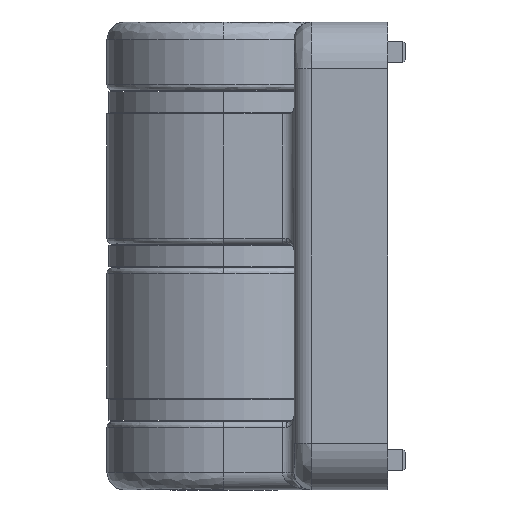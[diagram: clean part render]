
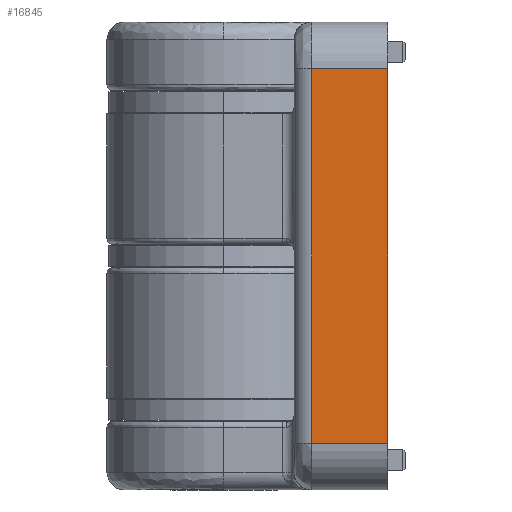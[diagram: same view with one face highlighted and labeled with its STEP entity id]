
A CAD part, left-side view. The second image highlights one B-rep face of the part: STEP entity #16845.
In plain terms, the highlighted planar face has unit normal (-1, 0, 0).
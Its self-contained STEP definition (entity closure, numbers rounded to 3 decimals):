
#499 = DIRECTION ( 'NONE',  ( 0., 0., 1. ) ) ;
#1491 = EDGE_CURVE ( 'NONE', #15479, #9145, #15269, .T. ) ;
#1722 = EDGE_CURVE ( 'NONE', #11748, #17361, #4351, .T. ) ;
#2438 = LINE ( 'NONE', #22776, #17778 ) ;
#2454 = AXIS2_PLACEMENT_3D ( 'NONE', #8692, #22150, #10612 ) ;
#3011 = ORIENTED_EDGE ( 'NONE', *, *, #1722, .F. ) ;
#3789 = EDGE_LOOP ( 'NONE', ( #11229, #5914, #3011, #12213 ) ) ;
#4351 = LINE ( 'NONE', #18417, #9470 ) ;
#5914 = ORIENTED_EDGE ( 'NONE', *, *, #22024, .F. ) ;
#7858 = CARTESIAN_POINT ( 'NONE',  ( -37., -7.5, 16. ) ) ;
#8692 = CARTESIAN_POINT ( 'NONE',  ( -37., -6., -20. ) ) ;
#9145 = VERTEX_POINT ( 'NONE', #14913 ) ;
#9390 = LINE ( 'NONE', #12070, #19624 ) ;
#9470 = VECTOR ( 'NONE', #18002, 1000. ) ;
#10612 = DIRECTION ( 'NONE',  ( 0., 0., 1. ) ) ;
#11229 = ORIENTED_EDGE ( 'NONE', *, *, #1491, .T. ) ;
#11748 = VERTEX_POINT ( 'NONE', #7858 ) ;
#12070 = CARTESIAN_POINT ( 'NONE',  ( -37., -7.5, -20. ) ) ;
#12213 = ORIENTED_EDGE ( 'NONE', *, *, #17222, .F. ) ;
#12735 = CARTESIAN_POINT ( 'NONE',  ( -37., -14., 16. ) ) ;
#13021 = FACE_OUTER_BOUND ( 'NONE', #3789, .T. ) ;
#14600 = CARTESIAN_POINT ( 'NONE',  ( -37., -6., -16. ) ) ;
#14913 = CARTESIAN_POINT ( 'NONE',  ( -37., -14., -16. ) ) ;
#15269 = LINE ( 'NONE', #14600, #19824 ) ;
#15479 = VERTEX_POINT ( 'NONE', #24024 ) ;
#16781 = DIRECTION ( 'NONE',  ( 0., -1., 0. ) ) ;
#16845 = ADVANCED_FACE ( 'NONE', ( #13021 ), #24040, .T. ) ;
#16873 = DIRECTION ( 'NONE',  ( 0., 0., -1. ) ) ;
#17222 = EDGE_CURVE ( 'NONE', #15479, #11748, #9390, .T. ) ;
#17361 = VERTEX_POINT ( 'NONE', #12735 ) ;
#17778 = VECTOR ( 'NONE', #16873, 1000. ) ;
#18002 = DIRECTION ( 'NONE',  ( 0., -1., 0. ) ) ;
#18417 = CARTESIAN_POINT ( 'NONE',  ( -37., 0., 16. ) ) ;
#19624 = VECTOR ( 'NONE', #499, 1000. ) ;
#19824 = VECTOR ( 'NONE', #16781, 1000. ) ;
#22024 = EDGE_CURVE ( 'NONE', #17361, #9145, #2438, .T. ) ;
#22150 = DIRECTION ( 'NONE',  ( -1., 0., 0. ) ) ;
#22776 = CARTESIAN_POINT ( 'NONE',  ( -37., -14., -20. ) ) ;
#24024 = CARTESIAN_POINT ( 'NONE',  ( -37., -7.5, -16. ) ) ;
#24040 = PLANE ( 'NONE',  #2454 ) ;
